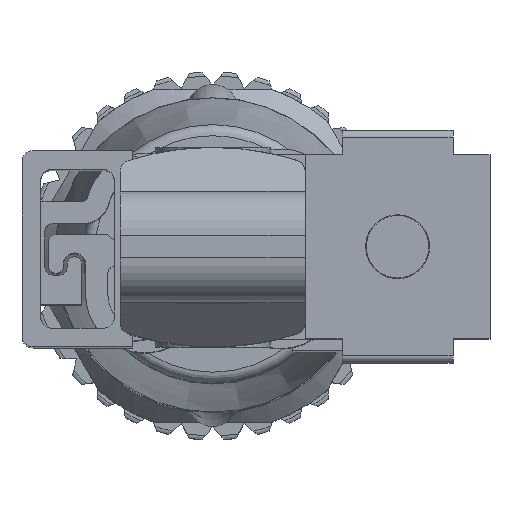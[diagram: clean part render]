
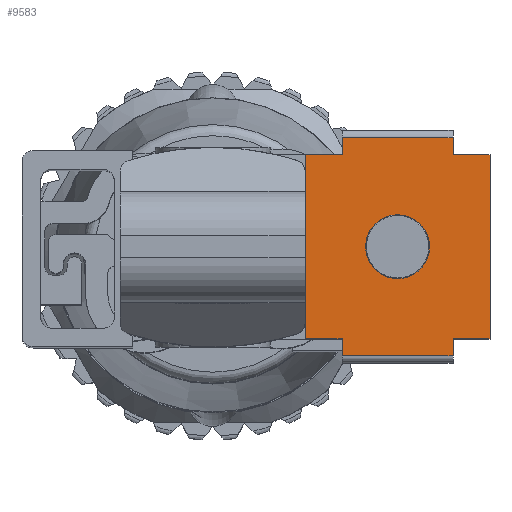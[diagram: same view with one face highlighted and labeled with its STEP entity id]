
A CAD part, top view. The second image highlights one B-rep face of the part: STEP entity #9583.
In plain terms, the highlighted planar face has unit normal (0, 0, 1).
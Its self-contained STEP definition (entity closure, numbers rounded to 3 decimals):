
#333=LINE('',#13164,#916);
#335=LINE('',#13168,#918);
#336=LINE('',#13170,#919);
#337=LINE('',#13172,#920);
#338=LINE('',#13174,#921);
#339=LINE('',#13176,#922);
#340=LINE('',#13178,#923);
#341=LINE('',#13180,#924);
#342=LINE('',#13182,#925);
#343=LINE('',#13184,#926);
#344=LINE('',#13186,#927);
#345=LINE('',#13188,#928);
#916=VECTOR('',#11023,1000.);
#918=VECTOR('',#11027,1000.);
#919=VECTOR('',#11028,1000.);
#920=VECTOR('',#11029,1000.);
#921=VECTOR('',#11030,1000.);
#922=VECTOR('',#11031,1000.);
#923=VECTOR('',#11032,1000.);
#924=VECTOR('',#11033,1000.);
#925=VECTOR('',#11034,1000.);
#926=VECTOR('',#11035,1000.);
#927=VECTOR('',#11036,1000.);
#928=VECTOR('',#11037,1000.);
#1463=PLANE('',#10081);
#1666=CIRCLE('',#9982,0.865);
#2216=ORIENTED_EDGE('',*,*,#4166,.F.);
#2217=ORIENTED_EDGE('',*,*,#4276,.T.);
#2218=ORIENTED_EDGE('',*,*,#4277,.T.);
#2219=ORIENTED_EDGE('',*,*,#4278,.F.);
#2220=ORIENTED_EDGE('',*,*,#4279,.F.);
#2221=ORIENTED_EDGE('',*,*,#4280,.T.);
#2222=ORIENTED_EDGE('',*,*,#4281,.F.);
#2223=ORIENTED_EDGE('',*,*,#4282,.F.);
#2224=ORIENTED_EDGE('',*,*,#4283,.F.);
#2225=ORIENTED_EDGE('',*,*,#4284,.T.);
#2226=ORIENTED_EDGE('',*,*,#4285,.T.);
#2227=ORIENTED_EDGE('',*,*,#4286,.F.);
#2228=ORIENTED_EDGE('',*,*,#4274,.T.);
#4166=EDGE_CURVE('',#5244,#5244,#1666,.T.);
#4274=EDGE_CURVE('',#5318,#5317,#333,.T.);
#4276=EDGE_CURVE('',#5317,#5319,#335,.T.);
#4277=EDGE_CURVE('',#5319,#5320,#336,.T.);
#4278=EDGE_CURVE('',#5321,#5320,#337,.T.);
#4279=EDGE_CURVE('',#5322,#5321,#338,.T.);
#4280=EDGE_CURVE('',#5322,#5323,#339,.T.);
#4281=EDGE_CURVE('',#5324,#5323,#340,.T.);
#4282=EDGE_CURVE('',#5325,#5324,#341,.T.);
#4283=EDGE_CURVE('',#5326,#5325,#342,.T.);
#4284=EDGE_CURVE('',#5326,#5327,#343,.T.);
#4285=EDGE_CURVE('',#5327,#5328,#344,.T.);
#4286=EDGE_CURVE('',#5318,#5328,#345,.T.);
#5244=VERTEX_POINT('',#12914);
#5317=VERTEX_POINT('',#13163);
#5318=VERTEX_POINT('',#13165);
#5319=VERTEX_POINT('',#13169);
#5320=VERTEX_POINT('',#13171);
#5321=VERTEX_POINT('',#13173);
#5322=VERTEX_POINT('',#13175);
#5323=VERTEX_POINT('',#13177);
#5324=VERTEX_POINT('',#13179);
#5325=VERTEX_POINT('',#13181);
#5326=VERTEX_POINT('',#13183);
#5327=VERTEX_POINT('',#13185);
#5328=VERTEX_POINT('',#13187);
#6026=EDGE_LOOP('',(#2216));
#6027=EDGE_LOOP('',(#2217,#2218,#2219,#2220,#2221,#2222,#2223,#2224,#2225,
#2226,#2227,#2228));
#6517=FACE_BOUND('',#6026,.T.);
#6518=FACE_BOUND('',#6027,.T.);
#9583=ADVANCED_FACE('',(#6517,#6518),#1463,.F.);
#9982=AXIS2_PLACEMENT_3D('',#12913,#10775,#10776);
#10081=AXIS2_PLACEMENT_3D('',#13167,#11025,#11026);
#10775=DIRECTION('',(0.,0.,1.));
#10776=DIRECTION('',(1.,0.,0.));
#11023=DIRECTION('',(0.,-1.,0.));
#11025=DIRECTION('',(0.,0.,-1.));
#11026=DIRECTION('',(-1.,0.,0.));
#11027=DIRECTION('',(1.,0.,0.));
#11028=DIRECTION('',(0.,-1.,0.));
#11029=DIRECTION('',(-1.,0.,0.));
#11030=DIRECTION('',(0.,-1.,0.));
#11031=DIRECTION('',(1.,0.,0.));
#11032=DIRECTION('',(0.,-1.,0.));
#11033=DIRECTION('',(1.,0.,0.));
#11034=DIRECTION('',(0.,-1.,0.));
#11035=DIRECTION('',(-1.,0.,0.));
#11036=DIRECTION('',(0.,-1.,0.));
#11037=DIRECTION('',(1.,0.,0.));
#12913=CARTESIAN_POINT('',(5.,0.,22.3));
#12914=CARTESIAN_POINT('',(5.865,0.,22.3));
#13163=CARTESIAN_POINT('',(2.5,-2.49,22.3));
#13164=CARTESIAN_POINT('',(2.5,2.49,22.3));
#13165=CARTESIAN_POINT('',(2.5,2.49,22.3));
#13167=CARTESIAN_POINT('',(2.5,2.49,22.3));
#13168=CARTESIAN_POINT('',(2.5,-2.49,22.3));
#13169=CARTESIAN_POINT('',(3.5,-2.49,22.3));
#13170=CARTESIAN_POINT('',(3.5,2.95,22.3));
#13171=CARTESIAN_POINT('',(3.5,-2.95,22.3));
#13172=CARTESIAN_POINT('',(6.5,-2.95,22.3));
#13173=CARTESIAN_POINT('',(6.5,-2.95,22.3));
#13174=CARTESIAN_POINT('',(6.5,2.95,22.3));
#13175=CARTESIAN_POINT('',(6.5,-2.49,22.3));
#13176=CARTESIAN_POINT('',(6.5,-2.49,22.3));
#13177=CARTESIAN_POINT('',(7.5,-2.49,22.3));
#13178=CARTESIAN_POINT('',(7.5,2.49,22.3));
#13179=CARTESIAN_POINT('',(7.5,2.49,22.3));
#13180=CARTESIAN_POINT('',(6.5,2.49,22.3));
#13181=CARTESIAN_POINT('',(6.5,2.49,22.3));
#13182=CARTESIAN_POINT('',(6.5,2.95,22.3));
#13183=CARTESIAN_POINT('',(6.5,2.95,22.3));
#13184=CARTESIAN_POINT('',(6.5,2.95,22.3));
#13185=CARTESIAN_POINT('',(3.5,2.95,22.3));
#13186=CARTESIAN_POINT('',(3.5,2.95,22.3));
#13187=CARTESIAN_POINT('',(3.5,2.49,22.3));
#13188=CARTESIAN_POINT('',(2.5,2.49,22.3));
